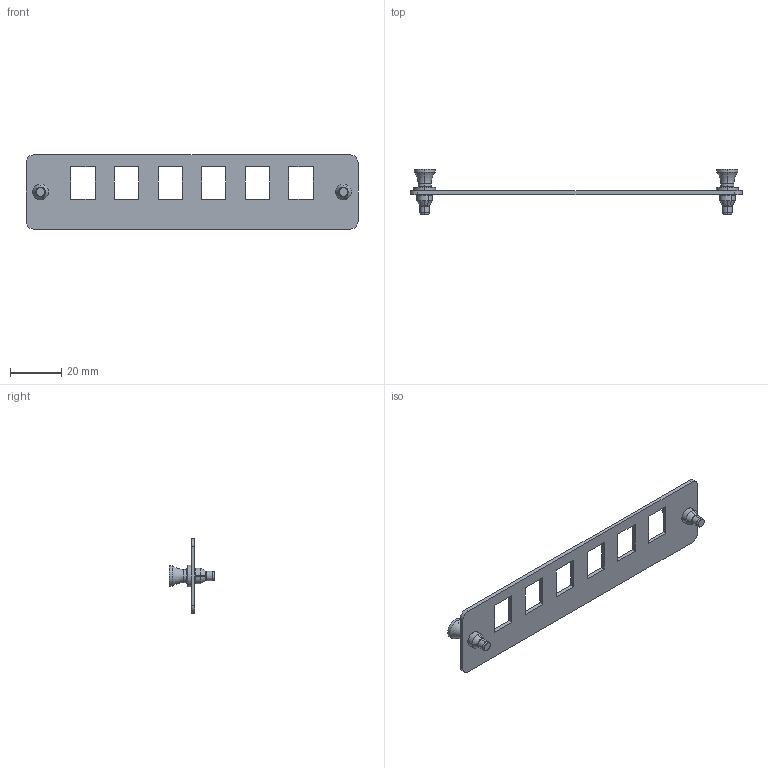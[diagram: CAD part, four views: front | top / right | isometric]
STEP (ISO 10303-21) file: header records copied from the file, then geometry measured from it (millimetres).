
FILE_DESCRIPTION (( 'STEP AP214' ), '1' );
FILE_NAME ('FSP-SCMTLC-BNK.STEP', '2011-08-05T13:03:15', ( 'x' ), ( 'Microsoft' ), 'SwSTEP 2.0', 'SolidWorks 2010', '' );
FILE_SCHEMA (( 'AUTOMOTIVE_DESIGN' ));
Length unit declared in the file: inch
Products named in the file (4): FSP-SCMTLC-BNK; 1AR17-003; HDWR-HN4P-42-4-1; HDWR-HN4G-42-1
Assembly tree (5 placements, depth 2):
  FSP-SCMTLC-BNK
    HDWR-HN4P-42-4-1  x2
    HDWR-HN4G-42-1  x2
    1AR17-003
Bounding box: 129.54 x 17.78 x 28.96 mm (x, y, z)
Volume: 5404.5 mm3; surface area: 8196.9 mm2
Topology: 5 solids, 5 shells, 138 faces, 334 edges, 210 vertices
Faces by surface type: plane 66, cylinder 48, cone 20, torus 4
Entity records: 3113 total; most frequent: DIRECTION 482, CARTESIAN_POINT 482, ORIENTED_EDGE 442, EDGE_CURVE 221, AXIS2_PLACEMENT_3D 171, VERTEX_POINT 141, VECTOR 140, LINE 140
